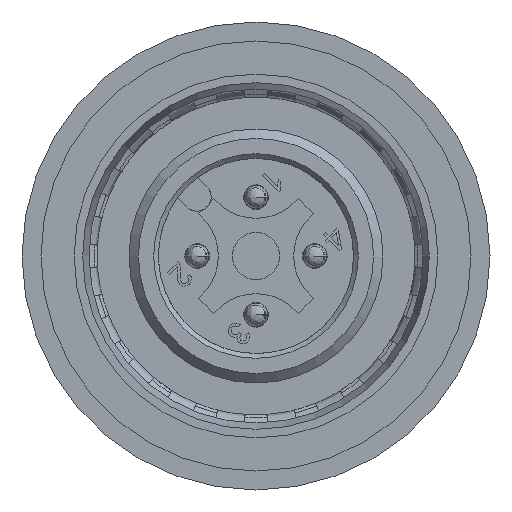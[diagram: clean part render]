
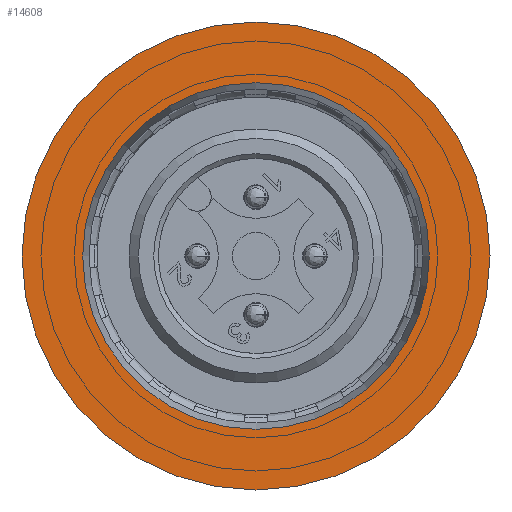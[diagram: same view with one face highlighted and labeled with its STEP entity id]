
A CAD part, left-side view. The second image highlights one B-rep face of the part: STEP entity #14608.
In plain terms, the highlighted face is planar.
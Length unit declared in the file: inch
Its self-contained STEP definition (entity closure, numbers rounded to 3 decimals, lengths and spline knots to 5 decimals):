
#1703 = FACE_OUTER_BOUND ( 'NONE', #31901, .T. ) ;
#3692 = CARTESIAN_POINT ( 'NONE',  ( 0.06299, 0., 0. ) ) ;
#5079 = DIRECTION ( 'NONE',  ( 1., 0., 0. ) ) ;
#7915 = AXIS2_PLACEMENT_3D ( 'NONE', #3692, #42805, #9306 ) ;
#8883 = EDGE_LOOP ( 'NONE', ( #22247 ) ) ;
#8961 = CARTESIAN_POINT ( 'NONE',  ( 0.06299, 0., 0. ) ) ;
#9306 = DIRECTION ( 'NONE',  ( 0., 0., 1. ) ) ;
#14581 = DIRECTION ( 'NONE',  ( 0., 0., -1. ) ) ;
#14608 = ADVANCED_FACE ( 'NONE', ( #16592, #1703 ), #49548, .T. ) ;
#16592 = FACE_BOUND ( 'NONE', #8883, .T. ) ;
#20666 = VERTEX_POINT ( 'NONE', #63277 ) ;
#22247 = ORIENTED_EDGE ( 'NONE', *, *, #24852, .T. ) ;
#22789 = CARTESIAN_POINT ( 'NONE',  ( 0.06299, 0., 0.29016 ) ) ;
#24852 = EDGE_CURVE ( 'NONE', #33803, #33803, #59918, .T. ) ;
#31901 = EDGE_LOOP ( 'NONE', ( #57225 ) ) ;
#33803 = VERTEX_POINT ( 'NONE', #22789 ) ;
#36631 = CIRCLE ( 'NONE', #43012, 0.39173 ) ;
#38535 = CARTESIAN_POINT ( 'NONE',  ( 0.06299, 7.06417, -3.99567 ) ) ;
#42805 = DIRECTION ( 'NONE',  ( -1., 0., 0. ) ) ;
#43012 = AXIS2_PLACEMENT_3D ( 'NONE', #8961, #48111, #14581 ) ;
#44172 = DIRECTION ( 'NONE',  ( 0., 0., 1. ) ) ;
#48111 = DIRECTION ( 'NONE',  ( -1., 0., 0. ) ) ;
#49548 = PLANE ( 'NONE',  #52187 ) ;
#52187 = AXIS2_PLACEMENT_3D ( 'NONE', #38535, #5079, #44172 ) ;
#54073 = EDGE_CURVE ( 'NONE', #20666, #20666, #36631, .T. ) ;
#57225 = ORIENTED_EDGE ( 'NONE', *, *, #54073, .F. ) ;
#59918 = CIRCLE ( 'NONE', #7915, 0.29016 ) ;
#63277 = CARTESIAN_POINT ( 'NONE',  ( 0.06299, 0., -0.39173 ) ) ;
